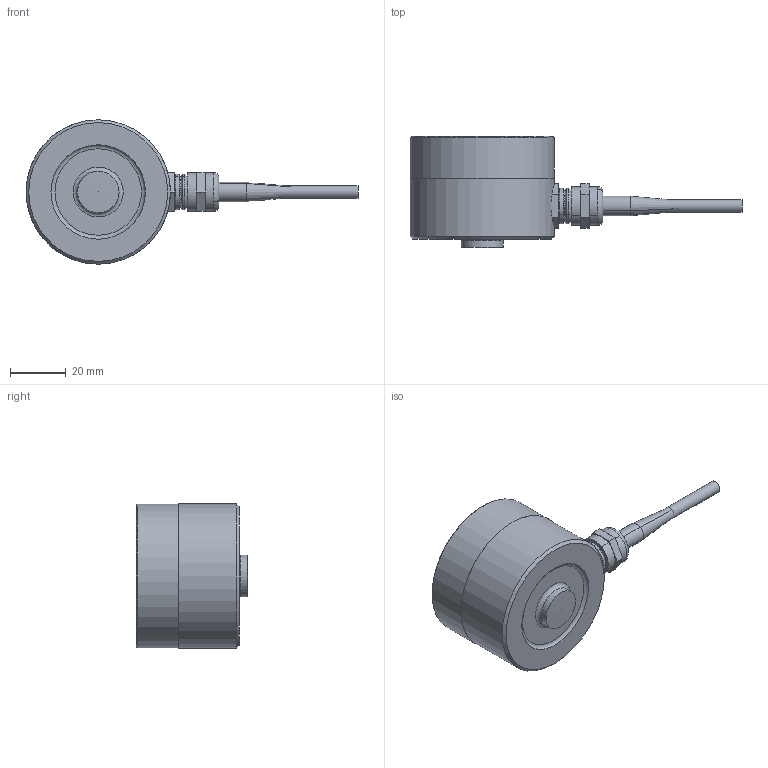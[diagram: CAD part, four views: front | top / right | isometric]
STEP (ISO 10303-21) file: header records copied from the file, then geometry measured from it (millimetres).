
FILE_DESCRIPTION( ( 'Unknown' ), '1' );
FILE_NAME( 'K13b-50kN.stp', 'Unknown', ( 'Unknown' ), ( 'Unknown' ), 'PSStep 17.0.49', 'Unknown', ' ' );
FILE_SCHEMA( ( 'AUTOMOTIVE_DESIGN { 1 0 10303 214 1 1 1 1 }' ) );
Length unit declared in the file: millimetre
Products named in the file (8): Assem1; 2054-001-membrane; 2054-004_doc-00057322; kabeldurchmesser4,5_doc-00036217; Zylinderschraube DIN 912-M4x16; Zylinderschraube DIN 912-M4x16-oa0; Zylinderschraube DIN 912-M4x16-oa1; m12x1,5_doc-00010622
Assembly tree (7 placements, depth 2):
  Assem1
    2054-001-membrane
    2054-004_doc-00057322
    kabeldurchmesser4,5_doc-00036217
    Zylinderschraube DIN 912-M4x16
    Zylinderschraube DIN 912-M4x16-oa0
    Zylinderschraube DIN 912-M4x16-oa1
    m12x1,5_doc-00010622
Bounding box: 119.55 x 40 x 52 mm (x, y, z)
Volume: 81454 mm3; surface area: 20253.7 mm2
Topology: 7 solids, 7 shells, 163 faces, 354 edges, 223 vertices
Faces by surface type: plane 75, cylinder 47, cone 33, torus 7, sphere 1
Full cylindrical faces by diameter (mm): 3.141 x3, 3.242 x6, 4 x6, 4.5 x4, 7 x3, 8 x3, 15 x1, 16 x1, 52 x2
Entity records: 6369 total; most frequent: CARTESIAN_POINT 1996, ORIENTED_EDGE 550, DIRECTION 520, EDGE_CURVE 275, AXIS2_PLACEMENT_3D 242, EDGE_LOOP 242, VERTEX_POINT 207, FACE_OUTER_BOUND 197
